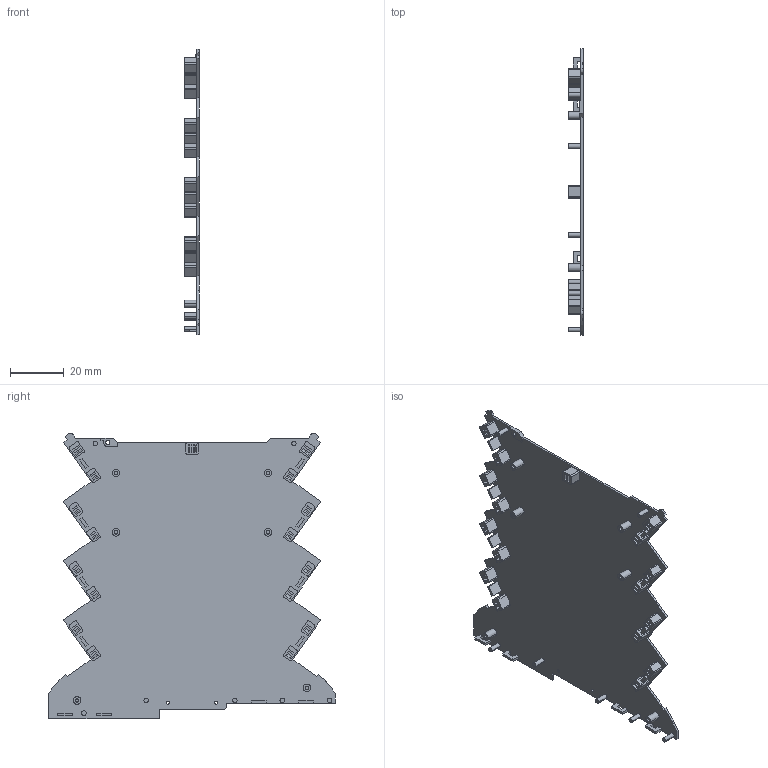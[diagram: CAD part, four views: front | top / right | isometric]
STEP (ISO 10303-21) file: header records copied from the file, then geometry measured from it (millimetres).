
FILE_DESCRIPTION(('CATIA V5 STEP Exchange','CAx-IF Rec.Pracs.--- Model Styling and Organization---1.4--- 2014-01-23'),'2;1');
FILE_NAME ('D1348051_1', '2018-11-09T11:28:45+00:00', ('none'), ('Weidmueller'), 'CATIA Version 5-6 Release 2016 SP3 HF44', 'CATIA V5 STEP AP214', 'none');
FILE_SCHEMA(('AUTOMOTIVE_DESIGN { 1 0 10303 214 1 1 1 1 }'));
Length unit declared in the file: millimetre
Products named in the file (1): 2435450000
Bounding box: 5.3 x 107 x 106.52 mm (x, y, z)
Volume: 8596.1 mm3; surface area: 21105.1 mm2
Topology: 1 solids, 1 shells, 570 faces, 1493 edges, 1001 vertices
Faces by surface type: plane 443, cylinder 123, cone 4
Entity records: 16889 total; most frequent: ORIENTED_EDGE 2986, CARTESIAN_POINT 2910, DIRECTION 2255, EDGE_CURVE 1493, VECTOR 1234, LINE 1234, VERTEX_POINT 1001, EDGE_LOOP 660
